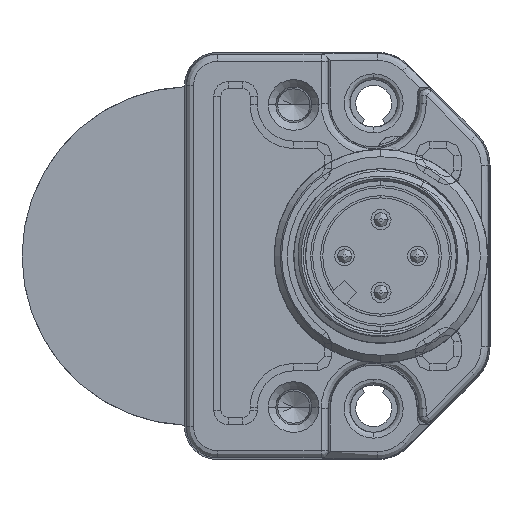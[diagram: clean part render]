
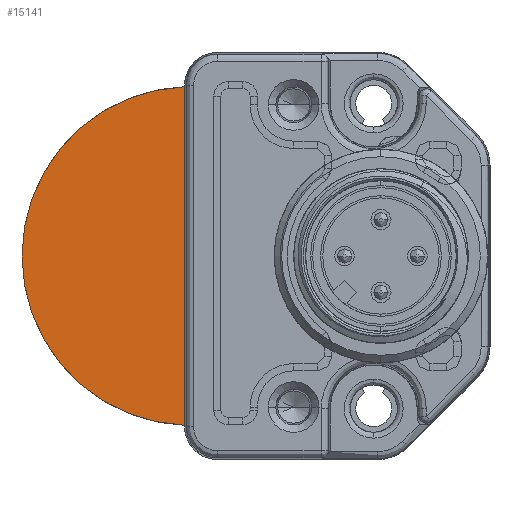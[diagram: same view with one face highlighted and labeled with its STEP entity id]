
A CAD part, left-side view. The second image highlights one B-rep face of the part: STEP entity #15141.
In plain terms, the highlighted planar face has unit normal (-1, 0, 0).
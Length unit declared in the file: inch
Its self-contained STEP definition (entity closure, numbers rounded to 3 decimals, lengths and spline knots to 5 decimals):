
#729=DIRECTION('',(0.,0.,1.));
#730=VECTOR('',#729,0.91659);
#731=CARTESIAN_POINT('',(0.,0.82677,-0.4583));
#732=LINE('',#731,#730);
#733=CARTESIAN_POINT('',(0.,0.80846,0.));
#734=DIRECTION('',(-1.,0.,0.));
#735=DIRECTION('',(0.,0.04,0.999));
#736=AXIS2_PLACEMENT_3D('',#733,#734,#735);
#13502=CARTESIAN_POINT('',(0.,0.82677,-0.4583));
#13503=CARTESIAN_POINT('',(0.,0.82677,0.4583));
#13504=VERTEX_POINT('',#13502);
#13505=VERTEX_POINT('',#13503);
#15131=CARTESIAN_POINT('',(0.,0.74941,0.));
#15132=DIRECTION('',(-1.,0.,0.));
#15133=DIRECTION('',(0.,0.,1.));
#15134=AXIS2_PLACEMENT_3D('',#15131,#15132,#15133);
#15135=PLANE('',#15134);
#15137=ORIENTED_EDGE('',*,*,#15136,.F.);
#15138=ORIENTED_EDGE('',*,*,#15119,.F.);
#15139=EDGE_LOOP('',(#15137,#15138));
#15140=FACE_OUTER_BOUND('',#15139,.F.);
#15141=ADVANCED_FACE('',(#15140),#15135,.T.);
#737=CIRCLE('',#736,0.45866);
#15119=EDGE_CURVE('',#13505,#13504,#737,.T.);
#15136=EDGE_CURVE('',#13504,#13505,#732,.T.);
